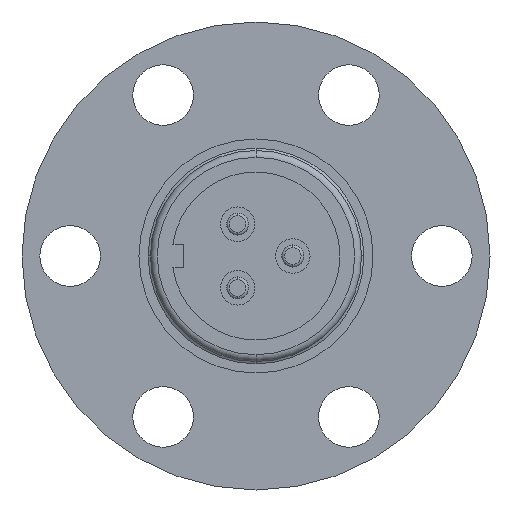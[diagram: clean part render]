
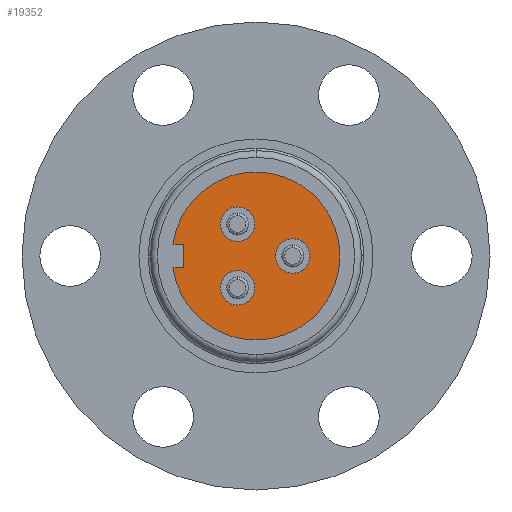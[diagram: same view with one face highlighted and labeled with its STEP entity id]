
A CAD part, front view. The second image highlights one B-rep face of the part: STEP entity #19352.
In plain terms, the highlighted planar face has unit normal (0, -1, 0).
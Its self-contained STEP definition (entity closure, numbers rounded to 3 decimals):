
#175 = EDGE_LOOP ( 'NONE', ( #656, #9706 ) ) ;
#252 = CARTESIAN_POINT ( 'NONE',  ( -1.337, -4.999, -1.517 ) ) ;
#439 = CARTESIAN_POINT ( 'NONE',  ( -1.337, -4.999, 1.517 ) ) ;
#507 = DIRECTION ( 'NONE',  ( 0., 0., 1. ) ) ;
#638 = VERTEX_POINT ( 'NONE', #11897 ) ;
#656 = ORIENTED_EDGE ( 'NONE', *, *, #13540, .T. ) ;
#803 = CARTESIAN_POINT ( 'NONE',  ( -1.337, -4.999, -3.117 ) ) ;
#1254 = EDGE_CURVE ( 'NONE', #10811, #21923, #9800, .T. ) ;
#1255 = CARTESIAN_POINT ( 'NONE',  ( -1.337, -4.999, 2.317 ) ) ;
#1274 = EDGE_LOOP ( 'NONE', ( #21404, #9480 ) ) ;
#1547 = VERTEX_POINT ( 'NONE', #16396 ) ;
#1827 = AXIS2_PLACEMENT_3D ( 'NONE', #9241, #17408, #507 ) ;
#2747 = DIRECTION ( 'NONE',  ( 0., -1., 0. ) ) ;
#3653 = CIRCLE ( 'NONE', #15760, 0.8 ) ;
#3661 = ORIENTED_EDGE ( 'NONE', *, *, #9207, .T. ) ;
#3872 = CIRCLE ( 'NONE', #5633, 6.85 ) ;
#4376 = CARTESIAN_POINT ( 'NONE',  ( 0., -4.999, 0. ) ) ;
#4746 = DIRECTION ( 'NONE',  ( 0., 1., 0. ) ) ;
#4826 = DIRECTION ( 'NONE',  ( 0., -1., 0. ) ) ;
#4912 = AXIS2_PLACEMENT_3D ( 'NONE', #7942, #13567, #9616 ) ;
#5549 = EDGE_LOOP ( 'NONE', ( #7984, #16189 ) ) ;
#5633 = AXIS2_PLACEMENT_3D ( 'NONE', #4376, #12928, #19586 ) ;
#5898 = DIRECTION ( 'NONE',  ( 0., 1., 0. ) ) ;
#6363 = CARTESIAN_POINT ( 'NONE',  ( -1.337, -4.999, -2.317 ) ) ;
#6697 = VERTEX_POINT ( 'NONE', #8290 ) ;
#7906 = CIRCLE ( 'NONE', #1827, 0.8 ) ;
#7942 = CARTESIAN_POINT ( 'NONE',  ( 2.675, -4.999, 0. ) ) ;
#7984 = ORIENTED_EDGE ( 'NONE', *, *, #13841, .T. ) ;
#8290 = CARTESIAN_POINT ( 'NONE',  ( 2.675, -4.999, -0.8 ) ) ;
#8969 = FACE_BOUND ( 'NONE', #1274, .T. ) ;
#9207 = EDGE_CURVE ( 'NONE', #21923, #10811, #3653, .T. ) ;
#9241 = CARTESIAN_POINT ( 'NONE',  ( -1.337, -4.999, 2.317 ) ) ;
#9480 = ORIENTED_EDGE ( 'NONE', *, *, #13166, .T. ) ;
#9616 = DIRECTION ( 'NONE',  ( 0., 0., 1. ) ) ;
#9706 = ORIENTED_EDGE ( 'NONE', *, *, #21664, .T. ) ;
#9800 = CIRCLE ( 'NONE', #15491, 0.8 ) ;
#9856 = CARTESIAN_POINT ( 'NONE',  ( -1.337, -4.999, 3.117 ) ) ;
#9932 = CARTESIAN_POINT ( 'NONE',  ( 0., -4.999, 0. ) ) ;
#10644 = DIRECTION ( 'NONE',  ( 0., 0., 1. ) ) ;
#10811 = VERTEX_POINT ( 'NONE', #252 ) ;
#10922 = DIRECTION ( 'NONE',  ( 0., 0., 1. ) ) ;
#11155 = VERTEX_POINT ( 'NONE', #439 ) ;
#11261 = DIRECTION ( 'NONE',  ( 0., 1., 0. ) ) ;
#11300 = CIRCLE ( 'NONE', #11656, 0.8 ) ;
#11317 = CARTESIAN_POINT ( 'NONE',  ( 2.675, -4.999, 0.8 ) ) ;
#11400 = DIRECTION ( 'NONE',  ( 0., 0., 1. ) ) ;
#11656 = AXIS2_PLACEMENT_3D ( 'NONE', #17885, #5898, #10922 ) ;
#11897 = CARTESIAN_POINT ( 'NONE',  ( 6.85, -4.999, 0. ) ) ;
#11907 = AXIS2_PLACEMENT_3D ( 'NONE', #9932, #4826, #16651 ) ;
#12110 = VERTEX_POINT ( 'NONE', #11317 ) ;
#12248 = EDGE_CURVE ( 'NONE', #1547, #638, #3872, .T. ) ;
#12396 = FACE_BOUND ( 'NONE', #19505, .T. ) ;
#12928 = DIRECTION ( 'NONE',  ( 0., -1., 0. ) ) ;
#13148 = DIRECTION ( 'NONE',  ( 0., 0., 1. ) ) ;
#13166 = EDGE_CURVE ( 'NONE', #11155, #19800, #15604, .T. ) ;
#13540 = EDGE_CURVE ( 'NONE', #12110, #6697, #17444, .T. ) ;
#13567 = DIRECTION ( 'NONE',  ( 0., 1., 0. ) ) ;
#13743 = CARTESIAN_POINT ( 'NONE',  ( -1.337, -4.999, -2.317 ) ) ;
#13841 = EDGE_CURVE ( 'NONE', #638, #1547, #18868, .T. ) ;
#15491 = AXIS2_PLACEMENT_3D ( 'NONE', #13743, #20723, #10644 ) ;
#15604 = CIRCLE ( 'NONE', #18507, 0.8 ) ;
#15760 = AXIS2_PLACEMENT_3D ( 'NONE', #6363, #11261, #13148 ) ;
#15889 = FACE_BOUND ( 'NONE', #175, .T. ) ;
#16151 = CARTESIAN_POINT ( 'NONE',  ( 0., -4.999, 0. ) ) ;
#16189 = ORIENTED_EDGE ( 'NONE', *, *, #12248, .T. ) ;
#16396 = CARTESIAN_POINT ( 'NONE',  ( -6.85, -4.999, 0. ) ) ;
#16651 = DIRECTION ( 'NONE',  ( 0., 0., -1. ) ) ;
#17408 = DIRECTION ( 'NONE',  ( 0., 1., 0. ) ) ;
#17444 = CIRCLE ( 'NONE', #4912, 0.8 ) ;
#17885 = CARTESIAN_POINT ( 'NONE',  ( 2.675, -4.999, 0. ) ) ;
#17975 = DIRECTION ( 'NONE',  ( 0., 0., -1. ) ) ;
#18507 = AXIS2_PLACEMENT_3D ( 'NONE', #1255, #4746, #11400 ) ;
#18868 = CIRCLE ( 'NONE', #20656, 6.85 ) ;
#19060 = PLANE ( 'NONE',  #11907 ) ;
#19352 = ADVANCED_FACE ( 'NONE', ( #20950, #12396, #8969, #15889 ), #19060, .T. ) ;
#19505 = EDGE_LOOP ( 'NONE', ( #20692, #3661 ) ) ;
#19586 = DIRECTION ( 'NONE',  ( 0., 0., -1. ) ) ;
#19800 = VERTEX_POINT ( 'NONE', #9856 ) ;
#19895 = EDGE_CURVE ( 'NONE', #19800, #11155, #7906, .T. ) ;
#20656 = AXIS2_PLACEMENT_3D ( 'NONE', #16151, #2747, #17975 ) ;
#20692 = ORIENTED_EDGE ( 'NONE', *, *, #1254, .T. ) ;
#20723 = DIRECTION ( 'NONE',  ( 0., 1., 0. ) ) ;
#20950 = FACE_OUTER_BOUND ( 'NONE', #5549, .T. ) ;
#21404 = ORIENTED_EDGE ( 'NONE', *, *, #19895, .T. ) ;
#21664 = EDGE_CURVE ( 'NONE', #6697, #12110, #11300, .T. ) ;
#21923 = VERTEX_POINT ( 'NONE', #803 ) ;
